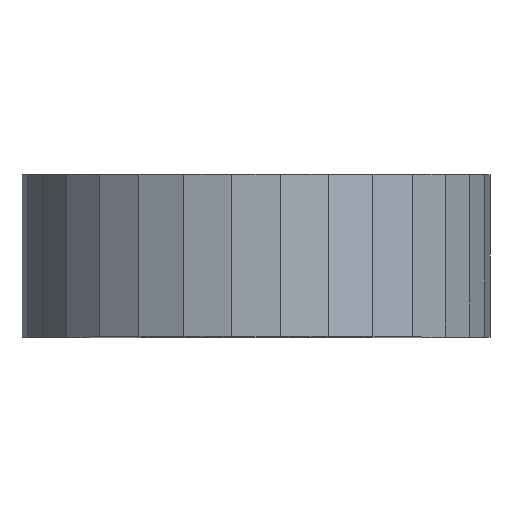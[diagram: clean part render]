
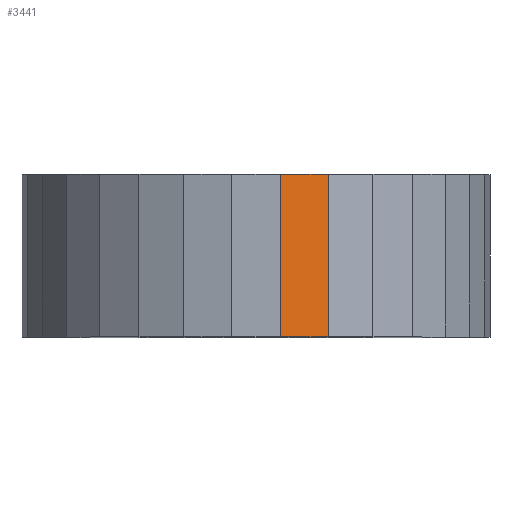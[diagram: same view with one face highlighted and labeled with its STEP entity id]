
A CAD part, top view. The second image highlights one B-rep face of the part: STEP entity #3441.
In plain terms, the highlighted planar face has unit normal (0.208, 0, 0.978).
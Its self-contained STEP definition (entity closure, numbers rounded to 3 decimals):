
#72 = PLANE('',#73);
#73 = AXIS2_PLACEMENT_3D('',#74,#75,#76);
#74 = CARTESIAN_POINT('',(0.,-1.65,5.75));
#75 = DIRECTION('',(0.,-1.,0.));
#76 = DIRECTION('',(1.,0.,0.));
#126 = PLANE('',#127);
#127 = AXIS2_PLACEMENT_3D('',#128,#129,#130);
#128 = CARTESIAN_POINT('',(0.,1.65,5.75));
#129 = DIRECTION('',(0.,-1.,0.));
#130 = DIRECTION('',(1.,0.,0.));
#375 = VERTEX_POINT('',#376);
#376 = CARTESIAN_POINT('',(1.468,1.65,10.268));
#390 = PLANE('',#391);
#391 = AXIS2_PLACEMENT_3D('',#392,#393,#394);
#392 = CARTESIAN_POINT('',(2.375,1.65,9.864));
#393 = DIRECTION('',(-0.407,0.,-0.914
    ));
#394 = DIRECTION('',(-0.914,0.,0.407));
#402 = EDGE_CURVE('',#375,#403,#405,.T.);
#403 = VERTEX_POINT('',#404);
#404 = CARTESIAN_POINT('',(0.497,1.65,10.474));
#405 = SURFACE_CURVE('',#406,(#410,#417),.PCURVE_S1.);
#406 = LINE('',#407,#408);
#407 = CARTESIAN_POINT('',(1.468,1.65,10.268));
#408 = VECTOR('',#409,1.);
#409 = DIRECTION('',(-0.978,0.,0.208)
  );
#410 = PCURVE('',#126,#411);
#411 = DEFINITIONAL_REPRESENTATION('',(#412),#416);
#412 = LINE('',#413,#414);
#413 = CARTESIAN_POINT('',(1.468,4.518));
#414 = VECTOR('',#415,1.);
#415 = DIRECTION('',(-0.978,0.208));
#416 = ( GEOMETRIC_REPRESENTATION_CONTEXT(2) 
PARAMETRIC_REPRESENTATION_CONTEXT() REPRESENTATION_CONTEXT('2D SPACE',''
  ) );
#417 = PCURVE('',#418,#423);
#418 = PLANE('',#419);
#419 = AXIS2_PLACEMENT_3D('',#420,#421,#422);
#420 = CARTESIAN_POINT('',(1.468,1.65,10.268));
#421 = DIRECTION('',(-0.208,0.,-0.978
    ));
#422 = DIRECTION('',(-0.978,0.,0.208)
  );
#423 = DEFINITIONAL_REPRESENTATION('',(#424),#428);
#424 = LINE('',#425,#426);
#425 = CARTESIAN_POINT('',(0.,0.));
#426 = VECTOR('',#427,1.);
#427 = DIRECTION('',(1.,0.));
#428 = ( GEOMETRIC_REPRESENTATION_CONTEXT(2) 
PARAMETRIC_REPRESENTATION_CONTEXT() REPRESENTATION_CONTEXT('2D SPACE',''
  ) );
#446 = PLANE('',#447);
#447 = AXIS2_PLACEMENT_3D('',#448,#449,#450);
#448 = CARTESIAN_POINT('',(0.497,1.65,10.474));
#449 = DIRECTION('',(0.,0.,-1.));
#450 = DIRECTION('',(-1.,0.,0.));
#1957 = VERTEX_POINT('',#1958);
#1958 = CARTESIAN_POINT('',(1.468,-1.65,10.268));
#1979 = EDGE_CURVE('',#1957,#1980,#1982,.T.);
#1980 = VERTEX_POINT('',#1981);
#1981 = CARTESIAN_POINT('',(0.497,-1.65,10.474));
#1982 = SURFACE_CURVE('',#1983,(#1987,#1994),.PCURVE_S1.);
#1983 = LINE('',#1984,#1985);
#1984 = CARTESIAN_POINT('',(1.468,-1.65,10.268));
#1985 = VECTOR('',#1986,1.);
#1986 = DIRECTION('',(-0.978,0.,0.208)
  );
#1987 = PCURVE('',#72,#1988);
#1988 = DEFINITIONAL_REPRESENTATION('',(#1989),#1993);
#1989 = LINE('',#1990,#1991);
#1990 = CARTESIAN_POINT('',(1.468,4.518));
#1991 = VECTOR('',#1992,1.);
#1992 = DIRECTION('',(-0.978,0.208));
#1993 = ( GEOMETRIC_REPRESENTATION_CONTEXT(2) 
PARAMETRIC_REPRESENTATION_CONTEXT() REPRESENTATION_CONTEXT('2D SPACE',''
  ) );
#1994 = PCURVE('',#418,#1995);
#1995 = DEFINITIONAL_REPRESENTATION('',(#1996),#2000);
#1996 = LINE('',#1997,#1998);
#1997 = CARTESIAN_POINT('',(0.,-3.3));
#1998 = VECTOR('',#1999,1.);
#1999 = DIRECTION('',(1.,0.));
#2000 = ( GEOMETRIC_REPRESENTATION_CONTEXT(2) 
PARAMETRIC_REPRESENTATION_CONTEXT() REPRESENTATION_CONTEXT('2D SPACE',''
  ) );
#3393 = EDGE_CURVE('',#375,#1957,#3394,.T.);
#3394 = SURFACE_CURVE('',#3395,(#3399,#3406),.PCURVE_S1.);
#3395 = LINE('',#3396,#3397);
#3396 = CARTESIAN_POINT('',(1.468,1.65,10.268));
#3397 = VECTOR('',#3398,1.);
#3398 = DIRECTION('',(0.,-1.,0.));
#3399 = PCURVE('',#390,#3400);
#3400 = DEFINITIONAL_REPRESENTATION('',(#3401),#3405);
#3401 = LINE('',#3402,#3403);
#3402 = CARTESIAN_POINT('',(0.993,0.));
#3403 = VECTOR('',#3404,1.);
#3404 = DIRECTION('',(0.,-1.));
#3405 = ( GEOMETRIC_REPRESENTATION_CONTEXT(2) 
PARAMETRIC_REPRESENTATION_CONTEXT() REPRESENTATION_CONTEXT('2D SPACE',''
  ) );
#3406 = PCURVE('',#418,#3407);
#3407 = DEFINITIONAL_REPRESENTATION('',(#3408),#3412);
#3408 = LINE('',#3409,#3410);
#3409 = CARTESIAN_POINT('',(0.,0.));
#3410 = VECTOR('',#3411,1.);
#3411 = DIRECTION('',(0.,-1.));
#3412 = ( GEOMETRIC_REPRESENTATION_CONTEXT(2) 
PARAMETRIC_REPRESENTATION_CONTEXT() REPRESENTATION_CONTEXT('2D SPACE',''
  ) );
#3441 = ADVANCED_FACE('',(#3442),#418,.F.);
#3442 = FACE_BOUND('',#3443,.F.);
#3443 = EDGE_LOOP('',(#3444,#3445,#3446,#3467));
#3444 = ORIENTED_EDGE('',*,*,#3393,.T.);
#3445 = ORIENTED_EDGE('',*,*,#1979,.T.);
#3446 = ORIENTED_EDGE('',*,*,#3447,.F.);
#3447 = EDGE_CURVE('',#403,#1980,#3448,.T.);
#3448 = SURFACE_CURVE('',#3449,(#3453,#3460),.PCURVE_S1.);
#3449 = LINE('',#3450,#3451);
#3450 = CARTESIAN_POINT('',(0.497,1.65,10.474));
#3451 = VECTOR('',#3452,1.);
#3452 = DIRECTION('',(0.,-1.,0.));
#3453 = PCURVE('',#418,#3454);
#3454 = DEFINITIONAL_REPRESENTATION('',(#3455),#3459);
#3455 = LINE('',#3456,#3457);
#3456 = CARTESIAN_POINT('',(0.993,0.));
#3457 = VECTOR('',#3458,1.);
#3458 = DIRECTION('',(0.,-1.));
#3459 = ( GEOMETRIC_REPRESENTATION_CONTEXT(2) 
PARAMETRIC_REPRESENTATION_CONTEXT() REPRESENTATION_CONTEXT('2D SPACE',''
  ) );
#3460 = PCURVE('',#446,#3461);
#3461 = DEFINITIONAL_REPRESENTATION('',(#3462),#3466);
#3462 = LINE('',#3463,#3464);
#3463 = CARTESIAN_POINT('',(0.,-0.));
#3464 = VECTOR('',#3465,1.);
#3465 = DIRECTION('',(0.,-1.));
#3466 = ( GEOMETRIC_REPRESENTATION_CONTEXT(2) 
PARAMETRIC_REPRESENTATION_CONTEXT() REPRESENTATION_CONTEXT('2D SPACE',''
  ) );
#3467 = ORIENTED_EDGE('',*,*,#402,.F.);
